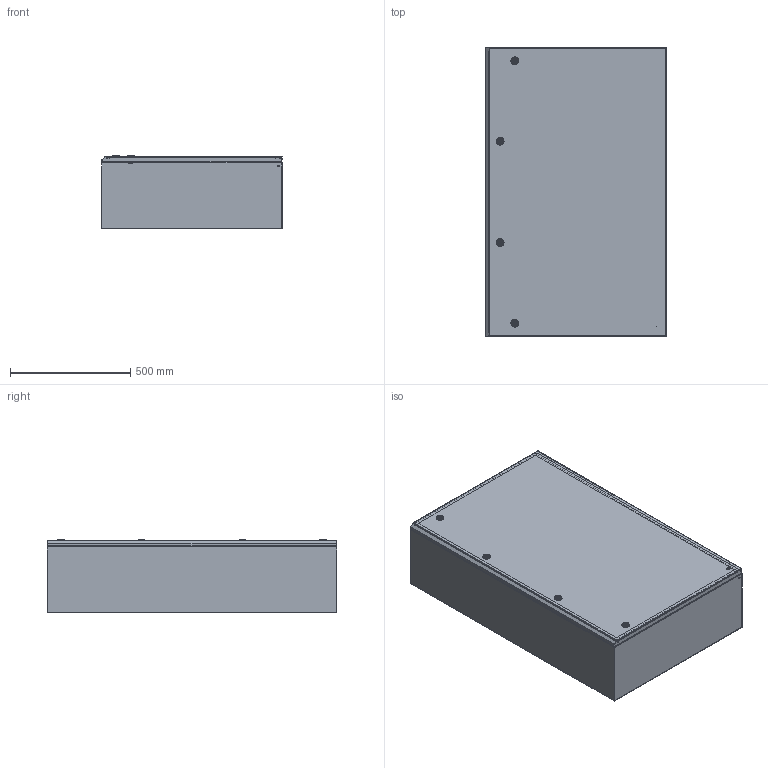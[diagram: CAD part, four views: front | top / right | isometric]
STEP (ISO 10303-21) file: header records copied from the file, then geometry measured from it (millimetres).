
FILE_DESCRIPTION (( 'STEP AP203' ), '1' );
FILE_NAME ('椗眅-120.75.30 IP65 EKF PROxima.STEP', '2022-12-08T08:06:06', ( '' ), ( '' ), 'SwSTEP 2.0', 'SolidWorks 2021', '' );
FILE_SCHEMA (( 'CONFIG_CONTROL_DESIGN' ));
Length unit declared in the file: millimetre
Products named in the file (18): Ïåòëÿ íà äâåðü ï-îáðàçíàÿ; rivet 02_din1_DIN 660-5x8-St-A-2; ÌÈ-2023.02.00.000 Äâåðü â ñáîðå; ÓÊíà äâåðüÌÈ-2023; Øïèëüêà Ì6õ12; Øïèëüêà ïðèâàðíàÿ Ì6õ20 DIN 13918; ÌÈ-2023.01.01.001 Ñòåíêà çàäíÿÿ; Íàâåñêà íà êîðïóñ ïîä êëåïêó; ﾌﾈ-2023.02.00.001 ﾄ粢; ÌÈ-461.00.00.001 Ïàíåëü ìîíòàæíàÿ; ��-2023.01.00.000 ������ � �����_��� 䫠�� ; ÌÈ-2023.01.01.000 Ñòåíêà çàäíÿÿ â ñáîðå; Çàìîê áîëüøîé; hex flange nut_din1_Hexagon Flange Nut DIN 6923 - M6 - N; 椗眅-120.75.30 IP65 EKF PROxima; ÌÈ-2023.01.00.001 Ñòåíêà âåðõíÿÿ; ÌÈ-2023.01.00.001 Ñòåíêà âåðõíÿÿ_¡¥§ ä« ­æ  ; Îñü ïåòëè 4õ52_‚¨­â A.M4x0,5x40 ƒŽ‘’ 11644-75
Assembly tree (48 placements, depth 4):
  椗眅-120.75.30 IP65 EKF PROxima
    ��-2023.01.00.000 ������ � �����_��� 䫠�� 
      ÌÈ-2023.01.01.000 Ñòåíêà çàäíÿÿ â ñáîðå
        ÌÈ-2023.01.01.001 Ñòåíêà çàäíÿÿ
        Øïèëüêà Ì6õ12
        Øïèëüêà ïðèâàðíàÿ Ì6õ20 DIN 13918  x6
      ÌÈ-2023.01.00.001 Ñòåíêà âåðõíÿÿ
      ÌÈ-2023.01.00.001 Ñòåíêà âåðõíÿÿ_¡¥§ ä« ­æ  
    ÌÈ-2023.02.00.000 Äâåðü â ñáîðå
      ﾌﾈ-2023.02.00.001 ﾄ粢
      ÓÊíà äâåðüÌÈ-2023
      Çàìîê áîëüøîé  x4
      Ïåòëÿ íà äâåðü ï-îáðàçíàÿ  x4
    ÌÈ-461.00.00.001 Ïàíåëü ìîíòàæíàÿ
    Íàâåñêà íà êîðïóñ ïîä êëåïêó  x4
    rivet 02_din1_DIN 660-5x8-St-A-2  x8
    Îñü ïåòëè 4õ52_‚¨­â A.M4x0,5x40 ƒŽ‘’ 11644-75  x4
    hex flange nut_din1_Hexagon Flange Nut DIN 6923 - M6 - N  x8
Bounding box: 750.8 x 1200.8 x 306.34 mm (x, y, z)
Volume: 5966095.3 mm3; surface area: 7966436.8 mm2
Topology: 45 solids, 65 shells, 1590 faces, 3627 edges, 2220 vertices
Faces by surface type: plane 807, cylinder 517, cone 118, bspline 84, torus 64
Entity records: 22498 total; most frequent: CARTESIAN_POINT 4997, DIRECTION 3099, ORIENTED_EDGE 2972, EDGE_CURVE 1486, AXIS2_PLACEMENT_3D 1095, LINE 909, VECTOR 909, VERTEX_POINT 903
